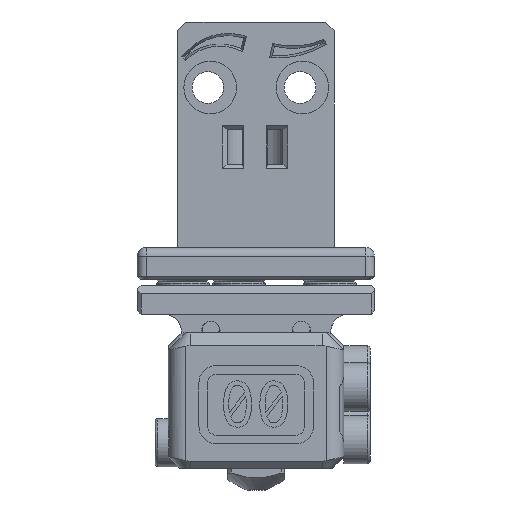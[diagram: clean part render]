
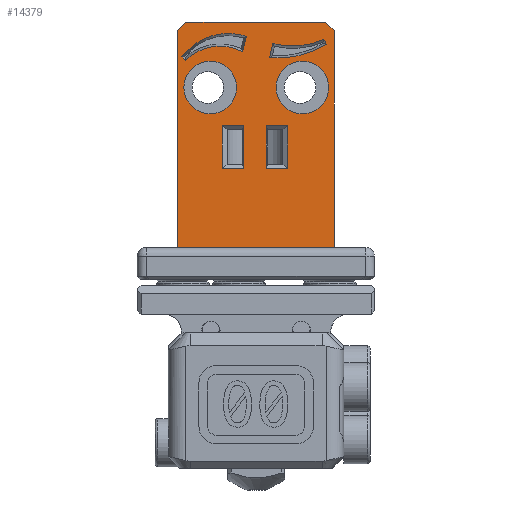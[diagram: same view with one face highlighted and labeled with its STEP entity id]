
A CAD part, front view. The second image highlights one B-rep face of the part: STEP entity #14379.
In plain terms, the highlighted planar face has unit normal (0, -1, 0).
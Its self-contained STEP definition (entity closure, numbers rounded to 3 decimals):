
#925=CIRCLE('',#15604,3.);
#928=CIRCLE('',#15609,8.814);
#931=CIRCLE('',#15614,10.606);
#933=CIRCLE('',#15618,6.626);
#935=CIRCLE('',#15622,5.596);
#936=CIRCLE('',#15624,3.);
#3763=ORIENTED_EDGE('',*,*,#6665,.T.);
#3764=ORIENTED_EDGE('',*,*,#6655,.F.);
#3765=ORIENTED_EDGE('',*,*,#6659,.F.);
#3766=ORIENTED_EDGE('',*,*,#6661,.F.);
#3767=ORIENTED_EDGE('',*,*,#6666,.T.);
#3768=ORIENTED_EDGE('',*,*,#6391,.T.);
#3769=ORIENTED_EDGE('',*,*,#6650,.F.);
#3770=ORIENTED_EDGE('',*,*,#6648,.F.);
#3771=ORIENTED_EDGE('',*,*,#6646,.F.);
#3772=ORIENTED_EDGE('',*,*,#6644,.F.);
#3773=ORIENTED_EDGE('',*,*,#6642,.F.);
#3774=ORIENTED_EDGE('',*,*,#6640,.F.);
#3775=ORIENTED_EDGE('',*,*,#6638,.F.);
#3776=ORIENTED_EDGE('',*,*,#6635,.F.);
#3777=ORIENTED_EDGE('',*,*,#6634,.T.);
#3778=ORIENTED_EDGE('',*,*,#6633,.T.);
#3779=ORIENTED_EDGE('',*,*,#6631,.T.);
#3780=ORIENTED_EDGE('',*,*,#6629,.T.);
#3781=ORIENTED_EDGE('',*,*,#6626,.T.);
#3782=ORIENTED_EDGE('',*,*,#6625,.T.);
#3783=ORIENTED_EDGE('',*,*,#6623,.T.);
#3784=ORIENTED_EDGE('',*,*,#6621,.T.);
#3785=ORIENTED_EDGE('',*,*,#6618,.T.);
#3786=ORIENTED_EDGE('',*,*,#6617,.F.);
#6391=EDGE_CURVE('',#8107,#8110,#9516,.T.);
#6617=EDGE_CURVE('',#8255,#8255,#925,.T.);
#6618=EDGE_CURVE('',#8256,#8257,#9641,.T.);
#6621=EDGE_CURVE('',#8258,#8256,#928,.T.);
#6623=EDGE_CURVE('',#8259,#8258,#9642,.T.);
#6625=EDGE_CURVE('',#8257,#8259,#931,.T.);
#6626=EDGE_CURVE('',#8260,#8261,#9643,.T.);
#6629=EDGE_CURVE('',#8262,#8260,#933,.T.);
#6631=EDGE_CURVE('',#8263,#8262,#9644,.T.);
#6633=EDGE_CURVE('',#8261,#8263,#935,.T.);
#6634=EDGE_CURVE('',#8264,#8264,#936,.T.);
#6635=EDGE_CURVE('',#8265,#8266,#9645,.T.);
#6638=EDGE_CURVE('',#8266,#8267,#9648,.T.);
#6640=EDGE_CURVE('',#8267,#8268,#9650,.T.);
#6642=EDGE_CURVE('',#8268,#8265,#9652,.T.);
#6644=EDGE_CURVE('',#8269,#8270,#9654,.T.);
#6646=EDGE_CURVE('',#8270,#8271,#9656,.T.);
#6648=EDGE_CURVE('',#8271,#8272,#9658,.T.);
#6650=EDGE_CURVE('',#8272,#8269,#9660,.T.);
#6655=EDGE_CURVE('',#8277,#8278,#9663,.T.);
#6659=EDGE_CURVE('',#8280,#8277,#9667,.T.);
#6661=EDGE_CURVE('',#8281,#8280,#9669,.T.);
#6665=EDGE_CURVE('',#8110,#8278,#9673,.T.);
#6666=EDGE_CURVE('',#8281,#8107,#9674,.T.);
#8107=VERTEX_POINT('',#22955);
#8110=VERTEX_POINT('',#22960);
#8255=VERTEX_POINT('',#23544);
#8256=VERTEX_POINT('',#23547);
#8257=VERTEX_POINT('',#23548);
#8258=VERTEX_POINT('',#23553);
#8259=VERTEX_POINT('',#23557);
#8260=VERTEX_POINT('',#23563);
#8261=VERTEX_POINT('',#23564);
#8262=VERTEX_POINT('',#23571);
#8263=VERTEX_POINT('',#23575);
#8264=VERTEX_POINT('',#23583);
#8265=VERTEX_POINT('',#23586);
#8266=VERTEX_POINT('',#23587);
#8267=VERTEX_POINT('',#23592);
#8268=VERTEX_POINT('',#23596);
#8269=VERTEX_POINT('',#23602);
#8270=VERTEX_POINT('',#23604);
#8271=VERTEX_POINT('',#23608);
#8272=VERTEX_POINT('',#23612);
#8277=VERTEX_POINT('',#23627);
#8278=VERTEX_POINT('',#23629);
#8280=VERTEX_POINT('',#23635);
#8281=VERTEX_POINT('',#23639);
#9516=LINE('',#22961,#10855);
#9641=LINE('',#23546,#10980);
#9642=LINE('',#23556,#10981);
#9643=LINE('',#23562,#10982);
#9644=LINE('',#23574,#10983);
#9645=LINE('',#23585,#10984);
#9648=LINE('',#23591,#10987);
#9650=LINE('',#23595,#10989);
#9652=LINE('',#23599,#10991);
#9654=LINE('',#23603,#10993);
#9656=LINE('',#23607,#10995);
#9658=LINE('',#23611,#10997);
#9660=LINE('',#23615,#10999);
#9663=LINE('',#23628,#11002);
#9667=LINE('',#23636,#11006);
#9669=LINE('',#23641,#11008);
#9673=LINE('',#23647,#11012);
#9674=LINE('',#23649,#11013);
#10855=VECTOR('',#18087,1000.);
#10980=VECTOR('',#18538,1000.);
#10981=VECTOR('',#18551,1000.);
#10982=VECTOR('',#18560,1000.);
#10983=VECTOR('',#18571,1000.);
#10984=VECTOR('',#18582,1000.);
#10987=VECTOR('',#18587,1000.);
#10989=VECTOR('',#18591,1000.);
#10991=VECTOR('',#18595,1000.);
#10993=VECTOR('',#18599,1000.);
#10995=VECTOR('',#18603,1000.);
#10997=VECTOR('',#18607,1000.);
#10999=VECTOR('',#18611,1000.);
#11002=VECTOR('',#18624,1000.);
#11006=VECTOR('',#18630,1000.);
#11008=VECTOR('',#18634,1000.);
#11012=VECTOR('',#18642,1000.);
#11013=VECTOR('',#18645,1000.);
#12065=EDGE_LOOP('',(#3763,#3764,#3765,#3766,#3767,#3768));
#12066=EDGE_LOOP('',(#3769,#3770,#3771,#3772));
#12067=EDGE_LOOP('',(#3773,#3774,#3775,#3776));
#12068=EDGE_LOOP('',(#3777));
#12069=EDGE_LOOP('',(#3778,#3779,#3780,#3781));
#12070=EDGE_LOOP('',(#3782,#3783,#3784,#3785));
#12071=EDGE_LOOP('',(#3786));
#13020=FACE_BOUND('',#12065,.T.);
#13021=FACE_BOUND('',#12066,.T.);
#13022=FACE_BOUND('',#12067,.T.);
#13023=FACE_BOUND('',#12068,.T.);
#13024=FACE_BOUND('',#12069,.T.);
#13025=FACE_BOUND('',#12070,.T.);
#13026=FACE_BOUND('',#12071,.T.);
#13708=PLANE('',#15643);
#14379=ADVANCED_FACE('',(#13020,#13021,#13022,#13023,#13024,#13025,#13026),
#13708,.T.);
#15604=AXIS2_PLACEMENT_3D('',#23543,#18534,#18535);
#15609=AXIS2_PLACEMENT_3D('',#23552,#18545,#18546);
#15614=AXIS2_PLACEMENT_3D('',#23560,#18556,#18557);
#15618=AXIS2_PLACEMENT_3D('',#23570,#18565,#18566);
#15622=AXIS2_PLACEMENT_3D('',#23580,#18574,#18575);
#15624=AXIS2_PLACEMENT_3D('',#23582,#18578,#18579);
#15643=AXIS2_PLACEMENT_3D('',#23650,#18646,#18647);
#18087=DIRECTION('',(1.,0.,0.));
#18534=DIRECTION('',(0.,-1.,0.));
#18535=DIRECTION('',(1.,0.,0.));
#18538=DIRECTION('',(0.447,0.,-0.894));
#18545=DIRECTION('',(0.,-1.,0.));
#18546=DIRECTION('',(1.,0.,0.));
#18551=DIRECTION('',(0.22,0.,0.975));
#18556=DIRECTION('',(0.,1.,0.));
#18557=DIRECTION('',(1.,0.,0.));
#18560=DIRECTION('',(-0.225,0.,-0.974));
#18565=DIRECTION('',(0.,1.,0.));
#18566=DIRECTION('',(1.,0.,0.));
#18571=DIRECTION('',(-0.707,0.,0.707));
#18574=DIRECTION('',(0.,-1.,0.));
#18575=DIRECTION('',(1.,0.,0.));
#18578=DIRECTION('',(0.,1.,0.));
#18579=DIRECTION('',(1.,0.,0.));
#18582=DIRECTION('',(0.,0.,1.));
#18587=DIRECTION('',(-1.,0.,0.));
#18591=DIRECTION('',(0.,0.,-1.));
#18595=DIRECTION('',(1.,0.,0.));
#18599=DIRECTION('',(1.,0.,0.));
#18603=DIRECTION('',(0.,0.,1.));
#18607=DIRECTION('',(-1.,0.,0.));
#18611=DIRECTION('',(0.,0.,-1.));
#18624=DIRECTION('',(0.707,0.,-0.707));
#18630=DIRECTION('',(1.,0.,0.));
#18634=DIRECTION('',(0.707,0.,0.707));
#18642=DIRECTION('',(0.,0.,1.));
#18645=DIRECTION('',(0.,0.,-1.));
#18646=DIRECTION('',(0.,-1.,0.));
#18647=DIRECTION('',(0.,0.,-1.));
#22955=CARTESIAN_POINT('',(404.192,1.848,3.7));
#22960=CARTESIAN_POINT('',(422.042,1.848,3.7));
#22961=CARTESIAN_POINT('',(413.117,1.848,3.7));
#23543=CARTESIAN_POINT('',(418.412,1.848,21.928));
#23544=CARTESIAN_POINT('',(421.412,1.848,21.928));
#23546=CARTESIAN_POINT('',(420.303,1.848,28.56));
#23547=CARTESIAN_POINT('',(420.88,1.848,27.407));
#23548=CARTESIAN_POINT('',(421.144,1.848,26.878));
#23552=CARTESIAN_POINT('',(417.309,1.848,35.466));
#23553=CARTESIAN_POINT('',(415.042,1.848,26.948));
#23556=CARTESIAN_POINT('',(414.752,1.848,25.666));
#23557=CARTESIAN_POINT('',(414.672,1.848,25.311));
#23560=CARTESIAN_POINT('',(415.539,1.848,35.881));
#23562=CARTESIAN_POINT('',(411.906,1.848,27.257));
#23563=CARTESIAN_POINT('',(412.024,1.848,27.772));
#23564=CARTESIAN_POINT('',(411.617,1.848,26.006));
#23570=CARTESIAN_POINT('',(409.989,1.848,21.466));
#23571=CARTESIAN_POINT('',(404.68,1.848,25.429));
#23574=CARTESIAN_POINT('',(406.758,1.848,23.35));
#23575=CARTESIAN_POINT('',(405.081,1.848,25.027));
#23580=CARTESIAN_POINT('',(409.018,1.848,21.05));
#23582=CARTESIAN_POINT('',(407.907,1.848,21.928));
#23583=CARTESIAN_POINT('',(410.907,1.848,21.928));
#23585=CARTESIAN_POINT('',(411.732,1.848,12.4));
#23586=CARTESIAN_POINT('',(411.732,1.848,12.75));
#23587=CARTESIAN_POINT('',(411.732,1.848,17.55));
#23591=CARTESIAN_POINT('',(413.157,1.848,17.55));
#23592=CARTESIAN_POINT('',(409.285,1.848,17.55));
#23595=CARTESIAN_POINT('',(409.285,1.848,12.65));
#23596=CARTESIAN_POINT('',(409.285,1.848,12.75));
#23599=CARTESIAN_POINT('',(413.157,1.848,12.75));
#23602=CARTESIAN_POINT('',(414.296,1.848,12.75));
#23603=CARTESIAN_POINT('',(413.157,1.848,12.75));
#23604=CARTESIAN_POINT('',(416.743,1.848,12.75));
#23607=CARTESIAN_POINT('',(416.743,1.848,12.65));
#23608=CARTESIAN_POINT('',(416.743,1.848,17.55));
#23611=CARTESIAN_POINT('',(413.157,1.848,17.55));
#23612=CARTESIAN_POINT('',(414.296,1.848,17.55));
#23615=CARTESIAN_POINT('',(414.296,1.848,12.4));
#23627=CARTESIAN_POINT('',(421.042,1.848,29.4));
#23628=CARTESIAN_POINT('',(420.167,1.848,30.275));
#23629=CARTESIAN_POINT('',(422.042,1.848,28.4));
#23635=CARTESIAN_POINT('',(405.142,1.848,29.4));
#23636=CARTESIAN_POINT('',(413.157,1.848,29.4));
#23639=CARTESIAN_POINT('',(404.192,1.848,28.45));
#23641=CARTESIAN_POINT('',(406.149,1.848,30.407));
#23647=CARTESIAN_POINT('',(422.042,1.848,22.157));
#23649=CARTESIAN_POINT('',(404.192,1.848,28.671));
#23650=CARTESIAN_POINT('',(413.117,1.848,16.55));
